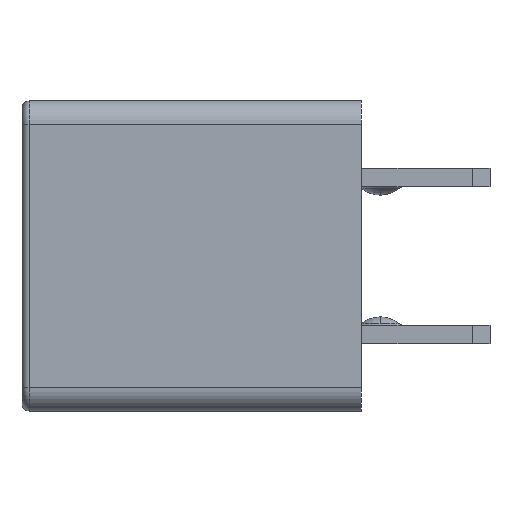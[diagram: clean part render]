
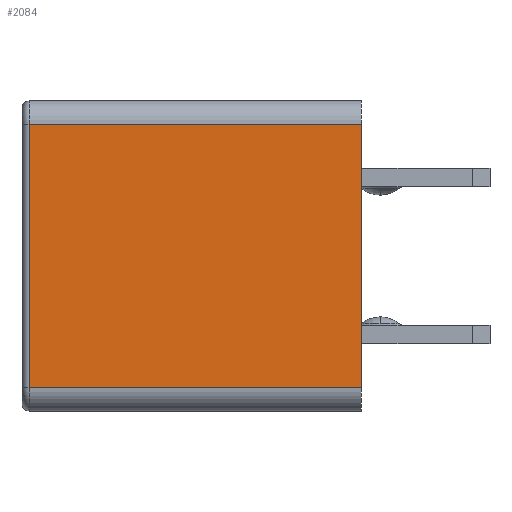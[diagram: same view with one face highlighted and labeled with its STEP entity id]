
A CAD part, left-side view. The second image highlights one B-rep face of the part: STEP entity #2084.
In plain terms, the highlighted planar face has unit normal (-1, 0, 0).
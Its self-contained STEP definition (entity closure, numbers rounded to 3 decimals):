
#1185 = PLANE('',#1186);
#1186 = AXIS2_PLACEMENT_3D('',#1187,#1188,#1189);
#1187 = CARTESIAN_POINT('',(9.806,-4.225,
    -2.705));
#1188 = DIRECTION('',(0.,1.,0.));
#1189 = DIRECTION('',(0.,0.,1.));
#1942 = CYLINDRICAL_SURFACE('',#1943,0.508);
#1943 = AXIS2_PLACEMENT_3D('',#1944,#1945,#1946);
#1944 = CARTESIAN_POINT('',(-8.99,3.141,
    -2.705));
#1945 = DIRECTION('',(-0.,-1.,-0.));
#1946 = DIRECTION('',(0.,0.,-1.));
#2005 = EDGE_CURVE('',#2006,#2008,#2010,.T.);
#2006 = VERTEX_POINT('',#2007);
#2007 = CARTESIAN_POINT('',(-9.498,2.989,
    -2.705));
#2008 = VERTEX_POINT('',#2009);
#2009 = CARTESIAN_POINT('',(-9.498,-4.225,
    -2.705));
#2010 = SURFACE_CURVE('',#2011,(#2015,#2022),.PCURVE_S1.);
#2011 = LINE('',#2012,#2013);
#2012 = CARTESIAN_POINT('',(-9.498,3.141,
    -2.705));
#2013 = VECTOR('',#2014,1.);
#2014 = DIRECTION('',(-0.,-1.,-0.));
#2015 = PCURVE('',#1942,#2016);
#2016 = DEFINITIONAL_REPRESENTATION('',(#2017),#2021);
#2017 = LINE('',#2018,#2019);
#2018 = CARTESIAN_POINT('',(4.712,0.));
#2019 = VECTOR('',#2020,1.);
#2020 = DIRECTION('',(0.,1.));
#2021 = ( GEOMETRIC_REPRESENTATION_CONTEXT(2) 
PARAMETRIC_REPRESENTATION_CONTEXT() REPRESENTATION_CONTEXT('2D SPACE',''
  ) );
#2022 = PCURVE('',#2023,#2028);
#2023 = PLANE('',#2024);
#2024 = AXIS2_PLACEMENT_3D('',#2025,#2026,#2027);
#2025 = CARTESIAN_POINT('',(-9.498,3.141,
    -2.705));
#2026 = DIRECTION('',(1.,0.,0.));
#2027 = DIRECTION('',(0.,0.,-1.));
#2028 = DEFINITIONAL_REPRESENTATION('',(#2029),#2033);
#2029 = LINE('',#2030,#2031);
#2030 = CARTESIAN_POINT('',(0.,0.));
#2031 = VECTOR('',#2032,1.);
#2032 = DIRECTION('',(0.,-1.));
#2033 = ( GEOMETRIC_REPRESENTATION_CONTEXT(2) 
PARAMETRIC_REPRESENTATION_CONTEXT() REPRESENTATION_CONTEXT('2D SPACE',''
  ) );
#2084 = ADVANCED_FACE('',(#2085),#2023,.F.);
#2085 = FACE_BOUND('',#2086,.T.);
#2086 = EDGE_LOOP('',(#2087,#2117,#2143,#2144));
#2087 = ORIENTED_EDGE('',*,*,#2088,.F.);
#2088 = EDGE_CURVE('',#2089,#2091,#2093,.T.);
#2089 = VERTEX_POINT('',#2090);
#2090 = CARTESIAN_POINT('',(-9.498,2.989,3.01
    ));
#2091 = VERTEX_POINT('',#2092);
#2092 = CARTESIAN_POINT('',(-9.498,-4.225,
    3.01));
#2093 = SURFACE_CURVE('',#2094,(#2098,#2105),.PCURVE_S1.);
#2094 = LINE('',#2095,#2096);
#2095 = CARTESIAN_POINT('',(-9.498,3.141,3.01
    ));
#2096 = VECTOR('',#2097,1.);
#2097 = DIRECTION('',(-0.,-1.,-0.));
#2098 = PCURVE('',#2023,#2099);
#2099 = DEFINITIONAL_REPRESENTATION('',(#2100),#2104);
#2100 = LINE('',#2101,#2102);
#2101 = CARTESIAN_POINT('',(-5.715,0.));
#2102 = VECTOR('',#2103,1.);
#2103 = DIRECTION('',(0.,-1.));
#2104 = ( GEOMETRIC_REPRESENTATION_CONTEXT(2) 
PARAMETRIC_REPRESENTATION_CONTEXT() REPRESENTATION_CONTEXT('2D SPACE',''
  ) );
#2105 = PCURVE('',#2106,#2111);
#2106 = CYLINDRICAL_SURFACE('',#2107,0.508);
#2107 = AXIS2_PLACEMENT_3D('',#2108,#2109,#2110);
#2108 = CARTESIAN_POINT('',(-8.99,3.141,3.01
    ));
#2109 = DIRECTION('',(-0.,-1.,-0.));
#2110 = DIRECTION('',(0.,0.,-1.));
#2111 = DEFINITIONAL_REPRESENTATION('',(#2112),#2116);
#2112 = LINE('',#2113,#2114);
#2113 = CARTESIAN_POINT('',(4.712,0.));
#2114 = VECTOR('',#2115,1.);
#2115 = DIRECTION('',(0.,1.));
#2116 = ( GEOMETRIC_REPRESENTATION_CONTEXT(2) 
PARAMETRIC_REPRESENTATION_CONTEXT() REPRESENTATION_CONTEXT('2D SPACE',''
  ) );
#2117 = ORIENTED_EDGE('',*,*,#2118,.T.);
#2118 = EDGE_CURVE('',#2089,#2006,#2119,.T.);
#2119 = SURFACE_CURVE('',#2120,(#2124,#2131),.PCURVE_S1.);
#2120 = LINE('',#2121,#2122);
#2121 = CARTESIAN_POINT('',(-9.498,2.989,
    -2.705));
#2122 = VECTOR('',#2123,1.);
#2123 = DIRECTION('',(0.,0.,-1.));
#2124 = PCURVE('',#2023,#2125);
#2125 = DEFINITIONAL_REPRESENTATION('',(#2126),#2130);
#2126 = LINE('',#2127,#2128);
#2127 = CARTESIAN_POINT('',(0.,-0.152));
#2128 = VECTOR('',#2129,1.);
#2129 = DIRECTION('',(1.,-0.));
#2130 = ( GEOMETRIC_REPRESENTATION_CONTEXT(2) 
PARAMETRIC_REPRESENTATION_CONTEXT() REPRESENTATION_CONTEXT('2D SPACE',''
  ) );
#2131 = PCURVE('',#2132,#2137);
#2132 = CYLINDRICAL_SURFACE('',#2133,0.152);
#2133 = AXIS2_PLACEMENT_3D('',#2134,#2135,#2136);
#2134 = CARTESIAN_POINT('',(-9.345,2.989,
    -2.705));
#2135 = DIRECTION('',(0.,0.,-1.));
#2136 = DIRECTION('',(-1.,0.,0.));
#2137 = DEFINITIONAL_REPRESENTATION('',(#2138),#2142);
#2138 = LINE('',#2139,#2140);
#2139 = CARTESIAN_POINT('',(0.,0.));
#2140 = VECTOR('',#2141,1.);
#2141 = DIRECTION('',(0.,1.));
#2142 = ( GEOMETRIC_REPRESENTATION_CONTEXT(2) 
PARAMETRIC_REPRESENTATION_CONTEXT() REPRESENTATION_CONTEXT('2D SPACE',''
  ) );
#2143 = ORIENTED_EDGE('',*,*,#2005,.T.);
#2144 = ORIENTED_EDGE('',*,*,#2145,.T.);
#2145 = EDGE_CURVE('',#2008,#2091,#2146,.T.);
#2146 = SURFACE_CURVE('',#2147,(#2151,#2158),.PCURVE_S1.);
#2147 = LINE('',#2148,#2149);
#2148 = CARTESIAN_POINT('',(-9.498,-4.225,
    -2.705));
#2149 = VECTOR('',#2150,1.);
#2150 = DIRECTION('',(0.,0.,1.));
#2151 = PCURVE('',#2023,#2152);
#2152 = DEFINITIONAL_REPRESENTATION('',(#2153),#2157);
#2153 = LINE('',#2154,#2155);
#2154 = CARTESIAN_POINT('',(0.,-7.366));
#2155 = VECTOR('',#2156,1.);
#2156 = DIRECTION('',(-1.,0.));
#2157 = ( GEOMETRIC_REPRESENTATION_CONTEXT(2) 
PARAMETRIC_REPRESENTATION_CONTEXT() REPRESENTATION_CONTEXT('2D SPACE',''
  ) );
#2158 = PCURVE('',#1185,#2159);
#2159 = DEFINITIONAL_REPRESENTATION('',(#2160),#2164);
#2160 = LINE('',#2161,#2162);
#2161 = CARTESIAN_POINT('',(0.,-19.304));
#2162 = VECTOR('',#2163,1.);
#2163 = DIRECTION('',(1.,0.));
#2164 = ( GEOMETRIC_REPRESENTATION_CONTEXT(2) 
PARAMETRIC_REPRESENTATION_CONTEXT() REPRESENTATION_CONTEXT('2D SPACE',''
  ) );
